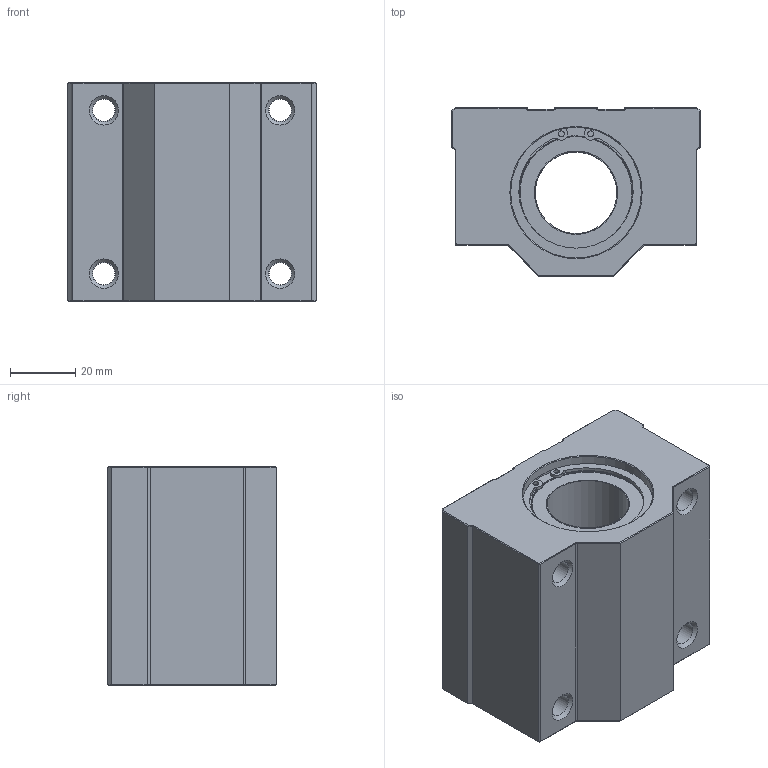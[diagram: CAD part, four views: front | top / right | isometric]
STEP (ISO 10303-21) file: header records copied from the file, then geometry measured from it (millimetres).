
FILE_DESCRIPTION(/* description */ ('Alibre Inc.'),/* implementation_level */ '2;1');
FILE_NAME(/* name */ 'export-EB5B7919-41E9-4A93-93EF-D4C08FFE8414',/* time_stamp */ '2020-10-22T15:56:47+02:00',/* author */ (''),/* organization */ (''),/* preprocessor_version */ 'ST-DEVELOPER v17',/* originating_system */ 'Alibre',/* authorisation */ '');
FILE_SCHEMA (('AUTOMOTIVE_DESIGN'));
Length unit declared in the file: millimetre
Bounding box: 76 x 51.5 x 67 mm (x, y, z)
Volume: 184953.2 mm3; surface area: 45956.8 mm2
Topology: 4 solids, 4 shells, 155 faces, 353 edges, 218 vertices
Faces by surface type: plane 78, cylinder 51, cone 26
Full cylindrical faces by diameter (mm): 1.8 x4, 6.8 x4, 7 x4, 25 x1, 25.5 x2, 34.3 x2, 34.8 x2, 40 x2, 41 x2
Entity records: 4068 total; most frequent: CARTESIAN_POINT 943, DIRECTION 598, ORIENTED_EDGE 568, EDGE_CURVE 284, AXIS2_PLACEMENT_3D 255, EDGE_LOOP 200, FACE_BOUND 200, VERTEX_POINT 192
